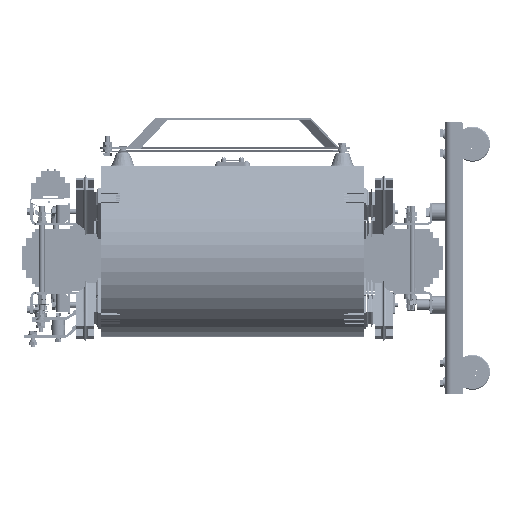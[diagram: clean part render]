
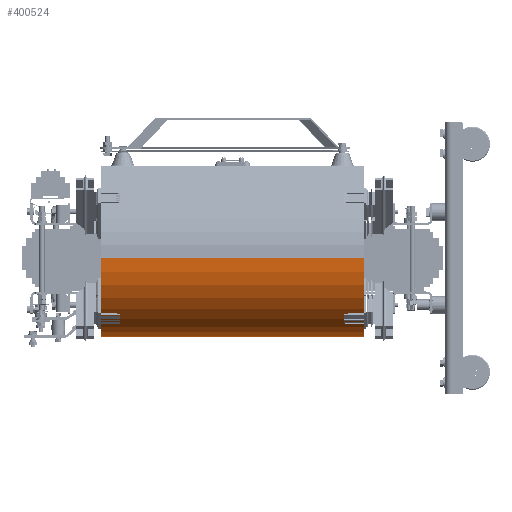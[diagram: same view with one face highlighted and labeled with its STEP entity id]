
A CAD part, left-side view. The second image highlights one B-rep face of the part: STEP entity #400524.
In plain terms, the highlighted cylindrical face has radius 180 mm (diameter 360 mm), a partial arc.
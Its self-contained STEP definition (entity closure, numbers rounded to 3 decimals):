
#53152 = VERTEX_POINT ( 'NONE', #352649 ) ;
#53153 = VERTEX_POINT ( 'NONE', #352775 ) ;
#53156 = VERTEX_POINT ( 'NONE', #352800 ) ;
#53158 = VERTEX_POINT ( 'NONE', #352528 ) ;
#93449 = EDGE_CURVE ( 'NONE', #53153, #53158, #113876, .T. ) ;
#93532 = EDGE_CURVE ( 'NONE', #53158, #53152, #114198, .T. ) ;
#93584 = EDGE_CURVE ( 'NONE', #53153, #53156, #114565, .T. ) ;
#93591 = EDGE_CURVE ( 'NONE', #53156, #53152, #114492, .T. ) ;
#113813 = VECTOR ( 'NONE', #431763, 1000. ) ;
#113876 = LINE ( 'NONE', #431638, #113813 ) ;
#114198 = CIRCLE ( 'NONE', #312857, 180. ) ;
#114389 = VECTOR ( 'NONE', #520115, 1000. ) ;
#114492 = LINE ( 'NONE', #520078, #114389 ) ;
#114565 = CIRCLE ( 'NONE', #312806, 180. ) ;
#141896 = ORIENTED_EDGE ( 'NONE', *, *, #93449, .T. ) ;
#141913 = ORIENTED_EDGE ( 'NONE', *, *, #93532, .T. ) ;
#142122 = ORIENTED_EDGE ( 'NONE', *, *, #93591, .F. ) ;
#142466 = ORIENTED_EDGE ( 'NONE', *, *, #93584, .F. ) ;
#152917 = CARTESIAN_POINT ( 'NONE',  ( -385., 300., 0. ) ) ;
#152932 = DIRECTION ( 'NONE',  ( 0., -1., 0. ) ) ;
#152977 = DIRECTION ( 'NONE',  ( 1., 0., 0. ) ) ;
#157412 = CYLINDRICAL_SURFACE ( 'NONE', #462157, 180. ) ;
#157557 = FACE_OUTER_BOUND ( 'NONE', #320564, .T. ) ;
#312806 = AXIS2_PLACEMENT_3D ( 'NONE', #520146, #519958, #520031 ) ;
#312857 = AXIS2_PLACEMENT_3D ( 'NONE', #432703, #432761, #432716 ) ;
#320564 = EDGE_LOOP ( 'NONE', ( #142122, #142466, #141896, #141913 ) ) ;
#352528 = CARTESIAN_POINT ( 'NONE',  ( -205., -300., 0. ) ) ;
#352649 = CARTESIAN_POINT ( 'NONE',  ( -565., -300., 0. ) ) ;
#352775 = CARTESIAN_POINT ( 'NONE',  ( -205., 300., 0. ) ) ;
#352800 = CARTESIAN_POINT ( 'NONE',  ( -565., 300., 0. ) ) ;
#400524 = ADVANCED_FACE ( 'NONE', ( #157557 ), #157412, .T. ) ;
#431638 = CARTESIAN_POINT ( 'NONE',  ( -205., 300., 0. ) ) ;
#431763 = DIRECTION ( 'NONE',  ( 0., -1., 0. ) ) ;
#432703 = CARTESIAN_POINT ( 'NONE',  ( -385., -300., 0. ) ) ;
#432716 = DIRECTION ( 'NONE',  ( -1., 0., 0. ) ) ;
#432761 = DIRECTION ( 'NONE',  ( 0., 1., 0. ) ) ;
#462157 = AXIS2_PLACEMENT_3D ( 'NONE', #152917, #152932, #152977 ) ;
#519958 = DIRECTION ( 'NONE',  ( 0., 1., 0. ) ) ;
#520031 = DIRECTION ( 'NONE',  ( -1., 0., 0. ) ) ;
#520078 = CARTESIAN_POINT ( 'NONE',  ( -565., 300., 0. ) ) ;
#520115 = DIRECTION ( 'NONE',  ( 0., -1., 0. ) ) ;
#520146 = CARTESIAN_POINT ( 'NONE',  ( -385., 300., 0. ) ) ;
